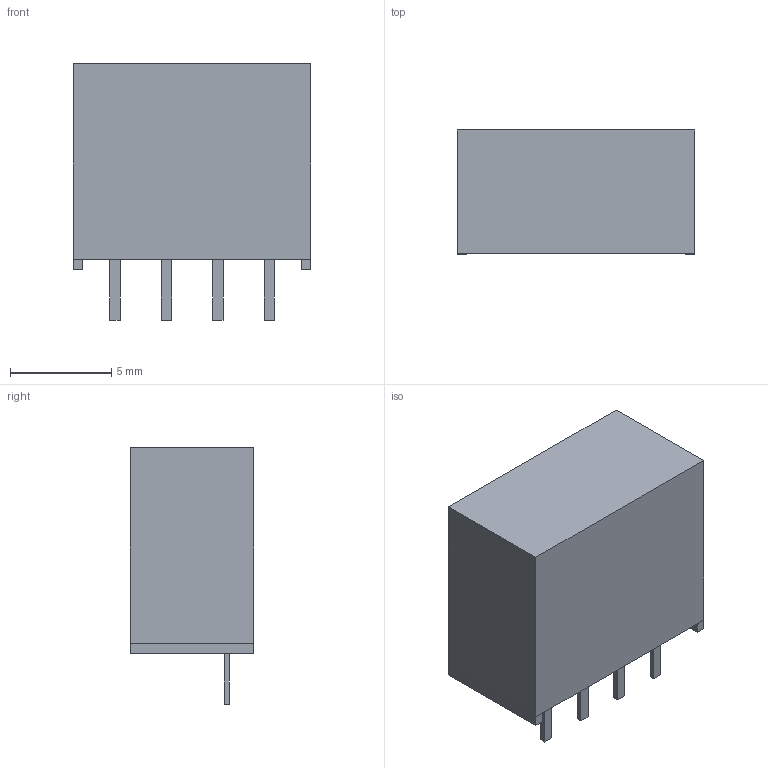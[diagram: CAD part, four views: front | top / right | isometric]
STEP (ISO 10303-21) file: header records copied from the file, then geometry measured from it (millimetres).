
FILE_DESCRIPTION (( 'STEP AP214' ), '1' );
FILE_NAME ('User Library-DCDCSIL4.STEP', '2020-12-18T06:51:37', ( '' ), ( '' ), 'SwSTEP 2.0', 'SolidWorks 2020', '' );
FILE_SCHEMA (( 'AUTOMOTIVE_DESIGN' ));
Length unit declared in the file: millimetre
Products named in the file (12): User Library-DCDCSIL4; Extruded; Extruded2; 352710608; Extruded1; Open CASCADE STEP translator 6.2 184.1; 352699088; 352706512
Assembly tree (15 placements, depth 4):
  User Library-DCDCSIL4
    Open CASCADE STEP translator 6.2 184.1
      352699088
        Extruded1
      352699088
        Extruded1
      352706512
        Extruded2
      352710608
        Extruded
      352710608
        Extruded
      352710608
        Extruded
      352710608
        Extruded
Bounding box: 11.7 x 6.1 x 12.66 mm (x, y, z)
Volume: 693.1 mm3; surface area: 530.2 mm2
Topology: 7 solids, 7 shells, 42 faces, 84 edges, 56 vertices
Faces by surface type: plane 42
Entity records: 854 total; most frequent: DIRECTION 124, CARTESIAN_POINT 104, ORIENTED_EDGE 72, AXIS2_PLACEMENT_3D 44, VECTOR 36, EDGE_CURVE 36, LINE 36, PRODUCT_DEFINITION_SHAPE 27
